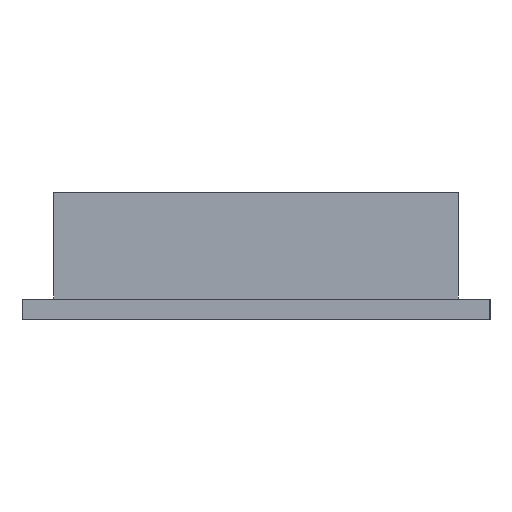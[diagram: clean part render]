
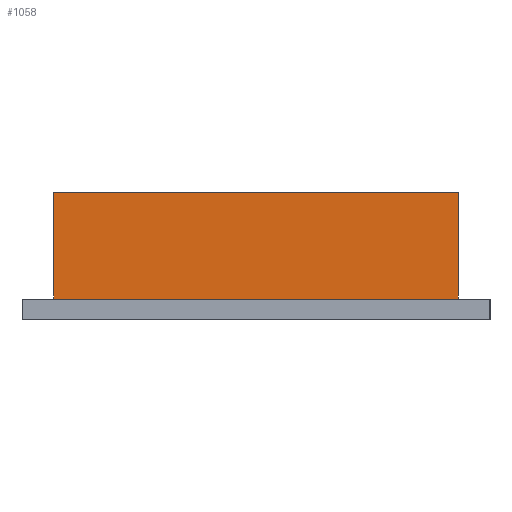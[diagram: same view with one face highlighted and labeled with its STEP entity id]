
A CAD part, left-side view. The second image highlights one B-rep face of the part: STEP entity #1058.
In plain terms, the highlighted planar face has unit normal (-1, 0, 0).
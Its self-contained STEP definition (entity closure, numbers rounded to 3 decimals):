
#570 = VERTEX_POINT('',#571);
#571 = CARTESIAN_POINT('',(-46.5,16.,1.6));
#579 = EDGE_CURVE('',#580,#570,#582,.T.);
#580 = VERTEX_POINT('',#581);
#581 = CARTESIAN_POINT('',(-46.5,-16.,1.6));
#582 = LINE('',#583,#584);
#583 = CARTESIAN_POINT('',(-46.5,-16.,1.6));
#584 = VECTOR('',#585,1.);
#585 = DIRECTION('',(0.,1.,0.));
#983 = EDGE_CURVE('',#570,#984,#986,.T.);
#984 = VERTEX_POINT('',#985);
#985 = CARTESIAN_POINT('',(-46.5,16.,10.));
#986 = LINE('',#987,#988);
#987 = CARTESIAN_POINT('',(-46.5,16.,1.6));
#988 = VECTOR('',#989,1.);
#989 = DIRECTION('',(0.,0.,1.));
#1040 = VERTEX_POINT('',#1041);
#1041 = CARTESIAN_POINT('',(-46.5,-16.,10.));
#1047 = EDGE_CURVE('',#580,#1040,#1048,.T.);
#1048 = LINE('',#1049,#1050);
#1049 = CARTESIAN_POINT('',(-46.5,-16.,1.6));
#1050 = VECTOR('',#1051,1.);
#1051 = DIRECTION('',(0.,0.,1.));
#1058 = ADVANCED_FACE('',(#1059),#1070,.T.);
#1059 = FACE_BOUND('',#1060,.T.);
#1060 = EDGE_LOOP('',(#1061,#1062,#1068,#1069));
#1061 = ORIENTED_EDGE('',*,*,#1047,.T.);
#1062 = ORIENTED_EDGE('',*,*,#1063,.T.);
#1063 = EDGE_CURVE('',#1040,#984,#1064,.T.);
#1064 = LINE('',#1065,#1066);
#1065 = CARTESIAN_POINT('',(-46.5,-16.,10.));
#1066 = VECTOR('',#1067,1.);
#1067 = DIRECTION('',(0.,1.,0.));
#1068 = ORIENTED_EDGE('',*,*,#983,.F.);
#1069 = ORIENTED_EDGE('',*,*,#579,.F.);
#1070 = PLANE('',#1071);
#1071 = AXIS2_PLACEMENT_3D('',#1072,#1073,#1074);
#1072 = CARTESIAN_POINT('',(-46.5,-16.,1.6));
#1073 = DIRECTION('',(-1.,0.,0.));
#1074 = DIRECTION('',(0.,1.,0.));
